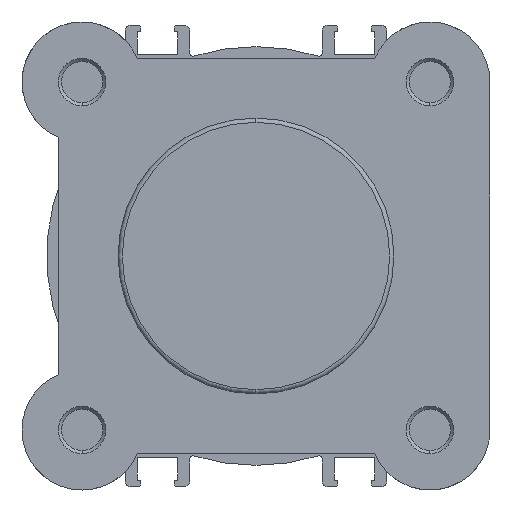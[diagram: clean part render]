
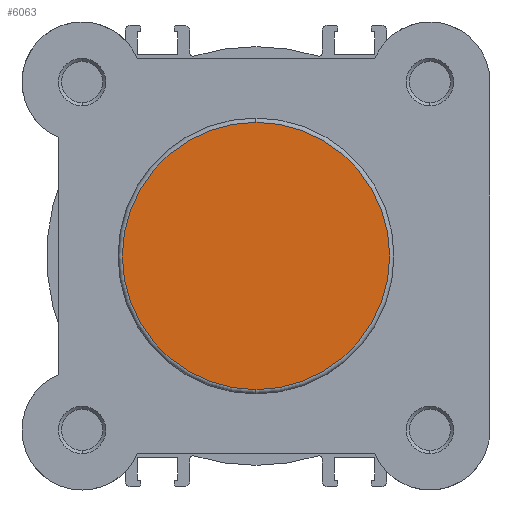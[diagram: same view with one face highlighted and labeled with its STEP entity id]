
A CAD part, left-side view. The second image highlights one B-rep face of the part: STEP entity #6063.
In plain terms, the highlighted planar face has unit normal (-1, 0, 0).
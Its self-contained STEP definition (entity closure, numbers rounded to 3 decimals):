
#592 = CARTESIAN_POINT ( 'NONE',  ( 0., 0., 0. ) ) ;
#593 = DIRECTION ( 'NONE',  ( -1., 0., 0. ) ) ;
#594 = DIRECTION ( 'NONE',  ( 0., 0., -1. ) ) ;
#612 = CARTESIAN_POINT ( 'NONE',  ( 0., 0., 0. ) ) ;
#616 = DIRECTION ( 'NONE',  ( -1., 0., 0. ) ) ;
#617 = DIRECTION ( 'NONE',  ( 0., 0., -1. ) ) ;
#1463 = FACE_OUTER_BOUND ( 'NONE', #2603, .T. ) ;
#2603 = EDGE_LOOP ( 'NONE', ( #6816, #6817 ) ) ;
#3164 = CIRCLE ( 'NONE', #5402, 21.7 ) ;
#3181 = CIRCLE ( 'NONE', #5408, 21.7 ) ;
#3322 = CARTESIAN_POINT ( 'NONE',  ( 0., 22.4, 0. ) ) ;
#3323 = PLANE ( 'NONE',  #5536 ) ;
#3325 = DIRECTION ( 'NONE',  ( 1., 0., 0. ) ) ;
#3326 = DIRECTION ( 'NONE',  ( 0., 0., -1. ) ) ;
#4472 = CARTESIAN_POINT ( 'NONE',  ( 0., 0., -21.7 ) ) ;
#4476 = CARTESIAN_POINT ( 'NONE',  ( 0., 0., 21.7 ) ) ;
#5112 = EDGE_CURVE ( 'NONE', #7246, #7242, #3164, .T. ) ;
#5122 = EDGE_CURVE ( 'NONE', #7242, #7246, #3181, .T. ) ;
#5402 = AXIS2_PLACEMENT_3D ( 'NONE', #592, #593, #594 ) ;
#5408 = AXIS2_PLACEMENT_3D ( 'NONE', #612, #616, #617 ) ;
#5536 = AXIS2_PLACEMENT_3D ( 'NONE', #3322, #3325, #3326 ) ;
#6063 = ADVANCED_FACE ( 'NONE', ( #1463 ), #3323, .F. ) ;
#6816 = ORIENTED_EDGE ( 'NONE', *, *, #5122, .T. ) ;
#6817 = ORIENTED_EDGE ( 'NONE', *, *, #5112, .T. ) ;
#7242 = VERTEX_POINT ( 'NONE', #4472 ) ;
#7246 = VERTEX_POINT ( 'NONE', #4476 ) ;
